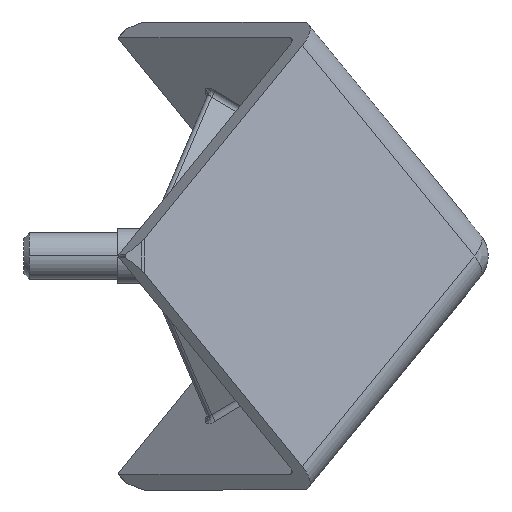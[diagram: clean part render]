
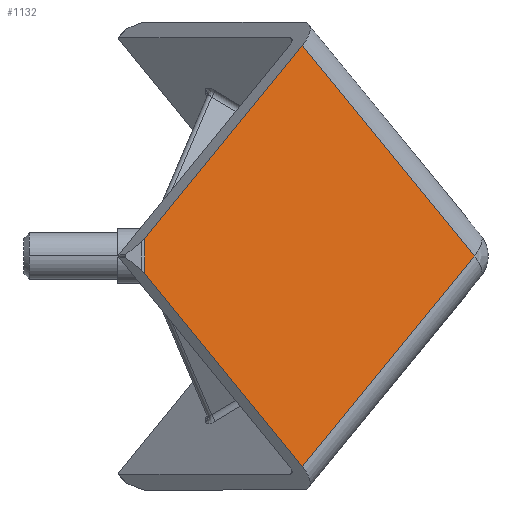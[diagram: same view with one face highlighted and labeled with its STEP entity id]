
A CAD part, front view. The second image highlights one B-rep face of the part: STEP entity #1132.
In plain terms, the highlighted planar face has unit normal (0.577, -0.817, 0).
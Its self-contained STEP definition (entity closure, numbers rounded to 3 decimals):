
#465 = CARTESIAN_POINT ( 'NONE',  ( -19.053, -13.472, -19.092 ) ) ;
#486 = LINE ( 'NONE', #1926, #2539 ) ;
#566 = DIRECTION ( 'NONE',  ( -0.816, -0.577, 0. ) ) ;
#594 = ORIENTED_EDGE ( 'NONE', *, *, #1128, .F. ) ;
#606 = VERTEX_POINT ( 'NONE', #791 ) ;
#648 = EDGE_CURVE ( 'NONE', #2687, #1285, #1964, .T. ) ;
#650 = EDGE_CURVE ( 'NONE', #2944, #893, #1087, .T. ) ;
#791 = CARTESIAN_POINT ( 'NONE',  ( -33.346, -23.579, -1.586 ) ) ;
#803 = ORIENTED_EDGE ( 'NONE', *, *, #648, .F. ) ;
#815 = PLANE ( 'NONE',  #3495 ) ;
#893 = VERTEX_POINT ( 'NONE', #465 ) ;
#938 = EDGE_CURVE ( 'NONE', #1285, #2944, #3128, .T. ) ;
#1030 = DIRECTION ( 'NONE',  ( 0.577, 0.408, -0.707 ) ) ;
#1039 = VECTOR ( 'NONE', #1030, 1000. ) ;
#1084 = DIRECTION ( 'NONE',  ( -0.577, 0.816, 0. ) ) ;
#1087 = LINE ( 'NONE', #1870, #2501 ) ;
#1128 = EDGE_CURVE ( 'NONE', #893, #606, #486, .T. ) ;
#1132 = ADVANCED_FACE ( 'NONE', ( #1838 ), #815, .F. ) ;
#1177 = CARTESIAN_POINT ( 'NONE',  ( -33.346, -23.579, 1.586 ) ) ;
#1261 = VECTOR ( 'NONE', #1361, 1000. ) ;
#1285 = VERTEX_POINT ( 'NONE', #3380 ) ;
#1361 = DIRECTION ( 'NONE',  ( 0.577, 0.408, 0.707 ) ) ;
#1372 = CARTESIAN_POINT ( 'NONE',  ( -3.464, -2.449, 0. ) ) ;
#1439 = ORIENTED_EDGE ( 'NONE', *, *, #650, .F. ) ;
#1570 = ORIENTED_EDGE ( 'NONE', *, *, #938, .F. ) ;
#1607 = CARTESIAN_POINT ( 'NONE',  ( -33.346, -23.579, -1.414 ) ) ;
#1838 = FACE_OUTER_BOUND ( 'NONE', #1903, .T. ) ;
#1870 = CARTESIAN_POINT ( 'NONE',  ( -1.732, -1.225, 2.121 ) ) ;
#1903 = EDGE_LOOP ( 'NONE', ( #1439, #1570, #803, #2519, #594 ) ) ;
#1926 = CARTESIAN_POINT ( 'NONE',  ( -19.053, -13.472, -19.092 ) ) ;
#1964 = LINE ( 'NONE', #2948, #1261 ) ;
#2078 = VECTOR ( 'NONE', #3467, 1000. ) ;
#2138 = CARTESIAN_POINT ( 'NONE',  ( -19.053, -13.472, 19.092 ) ) ;
#2175 = CARTESIAN_POINT ( 'NONE',  ( -1.155, -0.816, -1.414 ) ) ;
#2501 = VECTOR ( 'NONE', #3223, 1000. ) ;
#2519 = ORIENTED_EDGE ( 'NONE', *, *, #3350, .F. ) ;
#2539 = VECTOR ( 'NONE', #3249, 1000. ) ;
#2687 = VERTEX_POINT ( 'NONE', #1177 ) ;
#2944 = VERTEX_POINT ( 'NONE', #1372 ) ;
#2948 = CARTESIAN_POINT ( 'NONE',  ( -33.346, -23.579, 1.586 ) ) ;
#3128 = LINE ( 'NONE', #2138, #1039 ) ;
#3223 = DIRECTION ( 'NONE',  ( -0.577, -0.408, -0.707 ) ) ;
#3249 = DIRECTION ( 'NONE',  ( -0.577, -0.408, 0.707 ) ) ;
#3350 = EDGE_CURVE ( 'NONE', #606, #2687, #3472, .T. ) ;
#3380 = CARTESIAN_POINT ( 'NONE',  ( -19.053, -13.472, 19.092 ) ) ;
#3467 = DIRECTION ( 'NONE',  ( 0., 0., 1. ) ) ;
#3472 = LINE ( 'NONE', #1607, #2078 ) ;
#3495 = AXIS2_PLACEMENT_3D ( 'NONE', #2175, #1084, #566 ) ;
